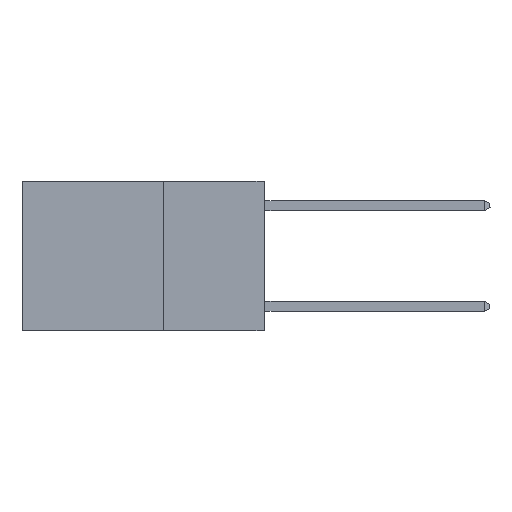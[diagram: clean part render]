
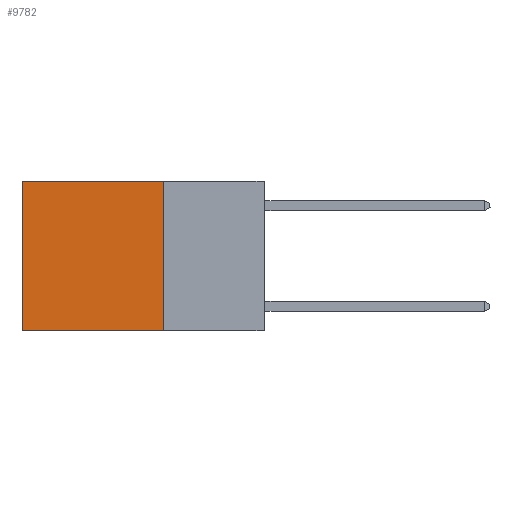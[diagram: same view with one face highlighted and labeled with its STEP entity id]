
A CAD part, left-side view. The second image highlights one B-rep face of the part: STEP entity #9782.
In plain terms, the highlighted planar face has unit normal (-1, 0, 0).
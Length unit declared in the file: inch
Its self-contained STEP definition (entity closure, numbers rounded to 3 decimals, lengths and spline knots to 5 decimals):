
#34 = CARTESIAN_POINT ( 'NONE',  ( 0.2625, 0.25, -0.37 ) ) ;
#283 = VERTEX_POINT ( 'NONE', #12881 ) ;
#400 = DIRECTION ( 'NONE',  ( 1., 0., 0. ) ) ;
#2671 = VERTEX_POINT ( 'NONE', #34 ) ;
#2735 = VECTOR ( 'NONE', #3737, 39.37008 ) ;
#3330 = EDGE_CURVE ( 'NONE', #2671, #283, #7592, .T. ) ;
#3737 = DIRECTION ( 'NONE',  ( 0., 0., -1. ) ) ;
#4480 = VERTEX_POINT ( 'NONE', #10207 ) ;
#4565 = VECTOR ( 'NONE', #11539, 39.37008 ) ;
#4775 = CARTESIAN_POINT ( 'NONE',  ( 0.2625, 0.6, 0. ) ) ;
#4961 = AXIS2_PLACEMENT_3D ( 'NONE', #15887, #400, #9580 ) ;
#5148 = ORIENTED_EDGE ( 'NONE', *, *, #7601, .T. ) ;
#5251 = DIRECTION ( 'NONE',  ( 0., 1., 0. ) ) ;
#5713 = EDGE_CURVE ( 'NONE', #4480, #13435, #16469, .T. ) ;
#6974 = PLANE ( 'NONE',  #4961 ) ;
#7224 = ORIENTED_EDGE ( 'NONE', *, *, #5713, .T. ) ;
#7233 = ORIENTED_EDGE ( 'NONE', *, *, #12266, .F. ) ;
#7592 = LINE ( 'NONE', #14242, #8008 ) ;
#7601 = EDGE_CURVE ( 'NONE', #13435, #283, #8002, .T. ) ;
#7716 = CARTESIAN_POINT ( 'NONE',  ( 0.2625, 0.25, 0. ) ) ;
#8002 = LINE ( 'NONE', #8986, #4565 ) ;
#8008 = VECTOR ( 'NONE', #5251, 39.37008 ) ;
#8890 = CARTESIAN_POINT ( 'NONE',  ( 0.2625, 0.25, 0. ) ) ;
#8986 = CARTESIAN_POINT ( 'NONE',  ( 0.2625, 0.6, 0. ) ) ;
#9580 = DIRECTION ( 'NONE',  ( 0., 0., -1. ) ) ;
#9669 = LINE ( 'NONE', #8890, #2735 ) ;
#9782 = ADVANCED_FACE ( 'NONE', ( #13754 ), #6974, .F. ) ;
#9786 = VECTOR ( 'NONE', #14169, 39.37008 ) ;
#10163 = EDGE_LOOP ( 'NONE', ( #5148, #13067, #7233, #7224 ) ) ;
#10207 = CARTESIAN_POINT ( 'NONE',  ( 0.2625, 0.25, 0. ) ) ;
#11539 = DIRECTION ( 'NONE',  ( 0., 0., -1. ) ) ;
#12266 = EDGE_CURVE ( 'NONE', #4480, #2671, #9669, .T. ) ;
#12881 = CARTESIAN_POINT ( 'NONE',  ( 0.2625, 0.6, -0.37 ) ) ;
#13067 = ORIENTED_EDGE ( 'NONE', *, *, #3330, .F. ) ;
#13435 = VERTEX_POINT ( 'NONE', #4775 ) ;
#13754 = FACE_OUTER_BOUND ( 'NONE', #10163, .T. ) ;
#14169 = DIRECTION ( 'NONE',  ( 0., 1., 0. ) ) ;
#14242 = CARTESIAN_POINT ( 'NONE',  ( 0.2625, 0.25, -0.37 ) ) ;
#15887 = CARTESIAN_POINT ( 'NONE',  ( 0.2625, 0.25, 0. ) ) ;
#16469 = LINE ( 'NONE', #7716, #9786 ) ;
